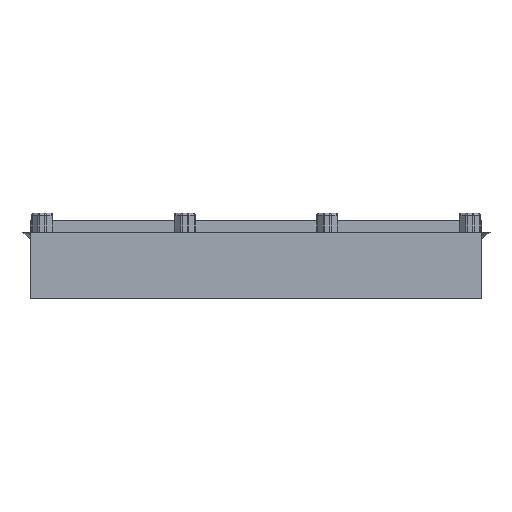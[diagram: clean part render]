
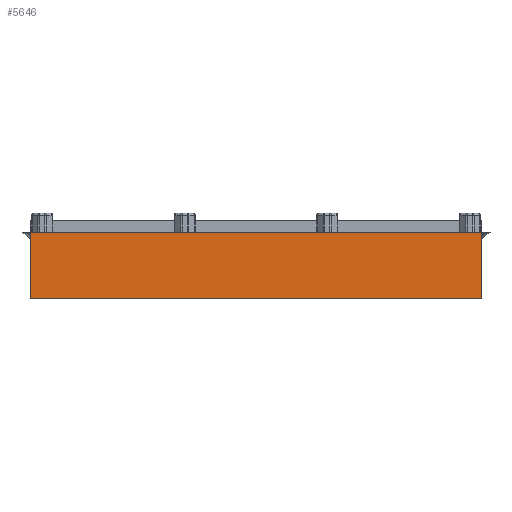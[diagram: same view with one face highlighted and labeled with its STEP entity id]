
A CAD part, front view. The second image highlights one B-rep face of the part: STEP entity #5646.
In plain terms, the highlighted planar face has unit normal (0, -1, 0).
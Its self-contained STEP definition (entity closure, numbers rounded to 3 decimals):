
#444 = PLANE('',#445);
#445 = AXIS2_PLACEMENT_3D('',#446,#447,#448);
#446 = CARTESIAN_POINT('',(-95.,-51.,28.));
#447 = DIRECTION('',(0.,0.,1.));
#448 = DIRECTION('',(1.,0.,0.));
#470 = PLANE('',#471);
#471 = AXIS2_PLACEMENT_3D('',#472,#473,#474);
#472 = CARTESIAN_POINT('',(95.,-51.,0.));
#473 = DIRECTION('',(1.,0.,0.));
#474 = DIRECTION('',(0.,0.,1.));
#1009 = PLANE('',#1010);
#1010 = AXIS2_PLACEMENT_3D('',#1011,#1012,#1013);
#1011 = CARTESIAN_POINT('',(-95.,49.,0.));
#1012 = DIRECTION('',(1.,0.,0.));
#1013 = DIRECTION('',(0.,0.,1.));
#1182 = PLANE('',#1183);
#1183 = AXIS2_PLACEMENT_3D('',#1184,#1185,#1186);
#1184 = CARTESIAN_POINT('',(-95.,-51.,0.));
#1185 = DIRECTION('',(0.,0.,1.));
#1186 = DIRECTION('',(1.,0.,0.));
#1710 = EDGE_CURVE('',#1711,#1713,#1715,.T.);
#1711 = VERTEX_POINT('',#1712);
#1712 = CARTESIAN_POINT('',(95.,-51.,28.));
#1713 = VERTEX_POINT('',#1714);
#1714 = CARTESIAN_POINT('',(95.,-51.,0.));
#1715 = SURFACE_CURVE('',#1716,(#1720,#1727),.PCURVE_S1.);
#1716 = LINE('',#1717,#1718);
#1717 = CARTESIAN_POINT('',(95.,-51.,28.));
#1718 = VECTOR('',#1719,1.);
#1719 = DIRECTION('',(0.,0.,-1.));
#1720 = PCURVE('',#470,#1721);
#1721 = DEFINITIONAL_REPRESENTATION('',(#1722),#1726);
#1722 = LINE('',#1723,#1724);
#1723 = CARTESIAN_POINT('',(28.,0.));
#1724 = VECTOR('',#1725,1.);
#1725 = DIRECTION('',(-1.,0.));
#1726 = ( GEOMETRIC_REPRESENTATION_CONTEXT(2) 
PARAMETRIC_REPRESENTATION_CONTEXT() REPRESENTATION_CONTEXT('2D SPACE',''
  ) );
#1727 = PCURVE('',#1728,#1733);
#1728 = PLANE('',#1729);
#1729 = AXIS2_PLACEMENT_3D('',#1730,#1731,#1732);
#1730 = CARTESIAN_POINT('',(-95.,-51.,0.));
#1731 = DIRECTION('',(0.,1.,0.));
#1732 = DIRECTION('',(0.,0.,1.));
#1733 = DEFINITIONAL_REPRESENTATION('',(#1734),#1738);
#1734 = LINE('',#1735,#1736);
#1735 = CARTESIAN_POINT('',(28.,190.));
#1736 = VECTOR('',#1737,1.);
#1737 = DIRECTION('',(-1.,0.));
#1738 = ( GEOMETRIC_REPRESENTATION_CONTEXT(2) 
PARAMETRIC_REPRESENTATION_CONTEXT() REPRESENTATION_CONTEXT('2D SPACE',''
  ) );
#2387 = VERTEX_POINT('',#2388);
#2388 = CARTESIAN_POINT('',(-95.,-51.,28.));
#2409 = EDGE_CURVE('',#2387,#1711,#2410,.T.);
#2410 = SURFACE_CURVE('',#2411,(#2415,#2422),.PCURVE_S1.);
#2411 = LINE('',#2412,#2413);
#2412 = CARTESIAN_POINT('',(-95.,-51.,28.));
#2413 = VECTOR('',#2414,1.);
#2414 = DIRECTION('',(1.,0.,0.));
#2415 = PCURVE('',#444,#2416);
#2416 = DEFINITIONAL_REPRESENTATION('',(#2417),#2421);
#2417 = LINE('',#2418,#2419);
#2418 = CARTESIAN_POINT('',(0.,0.));
#2419 = VECTOR('',#2420,1.);
#2420 = DIRECTION('',(1.,0.));
#2421 = ( GEOMETRIC_REPRESENTATION_CONTEXT(2) 
PARAMETRIC_REPRESENTATION_CONTEXT() REPRESENTATION_CONTEXT('2D SPACE',''
  ) );
#2422 = PCURVE('',#1728,#2423);
#2423 = DEFINITIONAL_REPRESENTATION('',(#2424),#2428);
#2424 = LINE('',#2425,#2426);
#2425 = CARTESIAN_POINT('',(28.,0.));
#2426 = VECTOR('',#2427,1.);
#2427 = DIRECTION('',(0.,1.));
#2428 = ( GEOMETRIC_REPRESENTATION_CONTEXT(2) 
PARAMETRIC_REPRESENTATION_CONTEXT() REPRESENTATION_CONTEXT('2D SPACE',''
  ) );
#3521 = EDGE_CURVE('',#1713,#3522,#3524,.T.);
#3522 = VERTEX_POINT('',#3523);
#3523 = CARTESIAN_POINT('',(-95.,-51.,0.));
#3524 = SURFACE_CURVE('',#3525,(#3529,#3536),.PCURVE_S1.);
#3525 = LINE('',#3526,#3527);
#3526 = CARTESIAN_POINT('',(95.,-51.,0.));
#3527 = VECTOR('',#3528,1.);
#3528 = DIRECTION('',(-1.,0.,0.));
#3529 = PCURVE('',#1182,#3530);
#3530 = DEFINITIONAL_REPRESENTATION('',(#3531),#3535);
#3531 = LINE('',#3532,#3533);
#3532 = CARTESIAN_POINT('',(190.,0.));
#3533 = VECTOR('',#3534,1.);
#3534 = DIRECTION('',(-1.,0.));
#3535 = ( GEOMETRIC_REPRESENTATION_CONTEXT(2) 
PARAMETRIC_REPRESENTATION_CONTEXT() REPRESENTATION_CONTEXT('2D SPACE',''
  ) );
#3536 = PCURVE('',#1728,#3537);
#3537 = DEFINITIONAL_REPRESENTATION('',(#3538),#3542);
#3538 = LINE('',#3539,#3540);
#3539 = CARTESIAN_POINT('',(0.,190.));
#3540 = VECTOR('',#3541,1.);
#3541 = DIRECTION('',(0.,-1.));
#3542 = ( GEOMETRIC_REPRESENTATION_CONTEXT(2) 
PARAMETRIC_REPRESENTATION_CONTEXT() REPRESENTATION_CONTEXT('2D SPACE',''
  ) );
#5327 = EDGE_CURVE('',#3522,#2387,#5328,.T.);
#5328 = SURFACE_CURVE('',#5329,(#5333,#5340),.PCURVE_S1.);
#5329 = LINE('',#5330,#5331);
#5330 = CARTESIAN_POINT('',(-95.,-51.,0.));
#5331 = VECTOR('',#5332,1.);
#5332 = DIRECTION('',(0.,0.,1.));
#5333 = PCURVE('',#1009,#5334);
#5334 = DEFINITIONAL_REPRESENTATION('',(#5335),#5339);
#5335 = LINE('',#5336,#5337);
#5336 = CARTESIAN_POINT('',(0.,100.));
#5337 = VECTOR('',#5338,1.);
#5338 = DIRECTION('',(1.,0.));
#5339 = ( GEOMETRIC_REPRESENTATION_CONTEXT(2) 
PARAMETRIC_REPRESENTATION_CONTEXT() REPRESENTATION_CONTEXT('2D SPACE',''
  ) );
#5340 = PCURVE('',#1728,#5341);
#5341 = DEFINITIONAL_REPRESENTATION('',(#5342),#5346);
#5342 = LINE('',#5343,#5344);
#5343 = CARTESIAN_POINT('',(0.,0.));
#5344 = VECTOR('',#5345,1.);
#5345 = DIRECTION('',(1.,0.));
#5346 = ( GEOMETRIC_REPRESENTATION_CONTEXT(2) 
PARAMETRIC_REPRESENTATION_CONTEXT() REPRESENTATION_CONTEXT('2D SPACE',''
  ) );
#5646 = ADVANCED_FACE('',(#5647),#1728,.F.);
#5647 = FACE_BOUND('',#5648,.F.);
#5648 = EDGE_LOOP('',(#5649,#5650,#5651,#5652));
#5649 = ORIENTED_EDGE('',*,*,#1710,.T.);
#5650 = ORIENTED_EDGE('',*,*,#3521,.T.);
#5651 = ORIENTED_EDGE('',*,*,#5327,.T.);
#5652 = ORIENTED_EDGE('',*,*,#2409,.T.);
